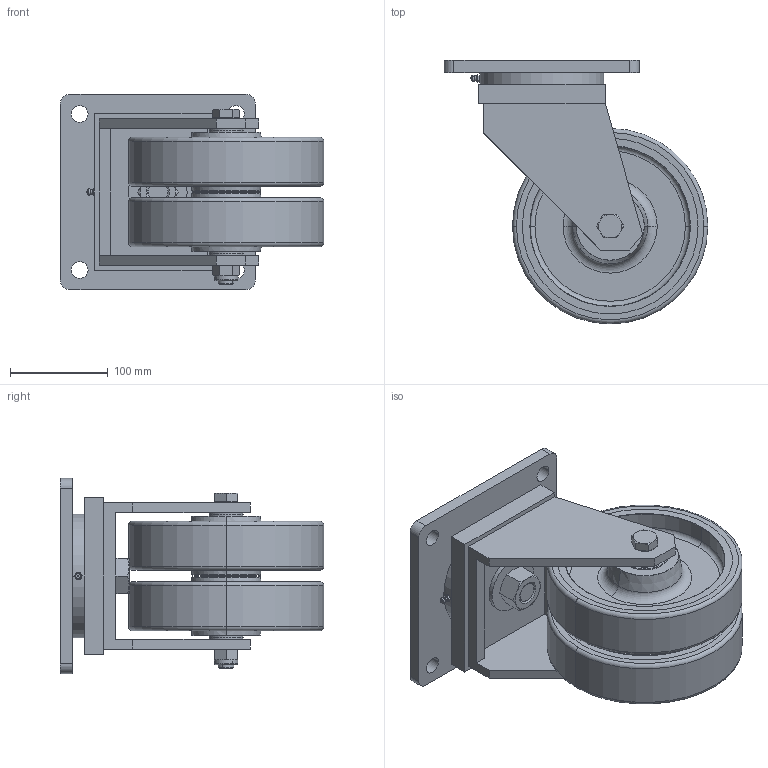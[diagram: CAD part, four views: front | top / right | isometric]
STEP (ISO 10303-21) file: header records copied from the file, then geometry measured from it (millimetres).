
FILE_DESCRIPTION (( 'STEP AP214' ), '1' );
FILE_NAME ('0015681_L-HD-PUZG-200-K-3_(A-01).step', '2020-03-09T12:09:16', ( '' ), ( '' ), 'SwSTEP 2.0', 'SolidWorks 2018', '' );
FILE_SCHEMA (( 'AUTOMOTIVE_DESIGN' ));
Length unit declared in the file: millimetre
Products named in the file (1): 0015681_L-HD-PUZG-200-K-3_(A-01)
Bounding box: 270 x 270 x 200 mm (x, y, z)
Surface area: 624238.3 mm2 (no closed solid volume)
Topology: 0 solids, 35 shells, 358 faces, 820 edges, 514 vertices
Faces by surface type: cylinder 114, plane 110, cone 70, torus 60, sphere 4
Entity records: 14561 total; most frequent: CARTESIAN_POINT 2205, DIRECTION 1938, ORIENTED_EDGE 1522, AXIS2_PLACEMENT_3D 829, EDGE_CURVE 816, VERTEX_POINT 512, CIRCLE 470, EDGE_LOOP 420
